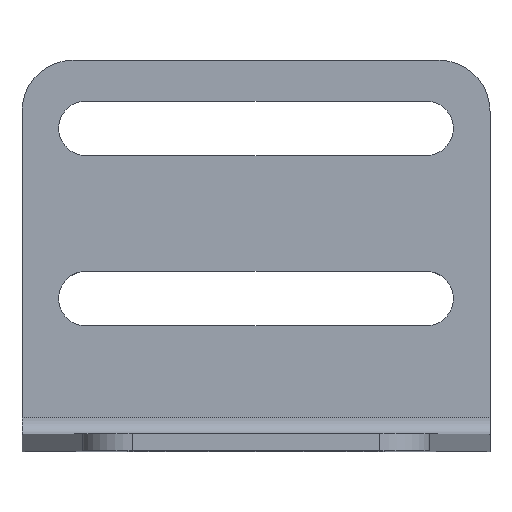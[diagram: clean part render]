
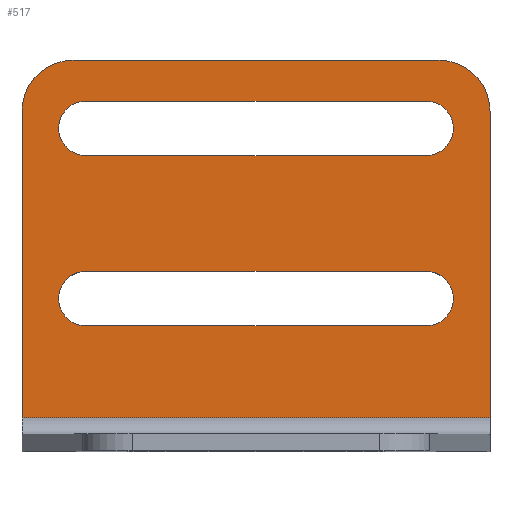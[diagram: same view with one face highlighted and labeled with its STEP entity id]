
A CAD part, top view. The second image highlights one B-rep face of the part: STEP entity #517.
In plain terms, the highlighted planar face has unit normal (0, 0, 1).
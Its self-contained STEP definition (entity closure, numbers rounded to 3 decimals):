
#47=CIRCLE('',#576,3.2);
#48=CIRCLE('',#577,3.2);
#49=CIRCLE('',#578,3.2);
#50=CIRCLE('',#579,3.2);
#51=CIRCLE('',#580,6.);
#52=CIRCLE('',#581,6.);
#119=ORIENTED_EDGE('',*,*,#245,.T.);
#120=ORIENTED_EDGE('',*,*,#246,.T.);
#121=ORIENTED_EDGE('',*,*,#247,.T.);
#122=ORIENTED_EDGE('',*,*,#248,.T.);
#123=ORIENTED_EDGE('',*,*,#249,.T.);
#124=ORIENTED_EDGE('',*,*,#250,.T.);
#125=ORIENTED_EDGE('',*,*,#251,.T.);
#126=ORIENTED_EDGE('',*,*,#252,.T.);
#127=ORIENTED_EDGE('',*,*,#231,.T.);
#128=ORIENTED_EDGE('',*,*,#253,.T.);
#129=ORIENTED_EDGE('',*,*,#254,.T.);
#130=ORIENTED_EDGE('',*,*,#228,.F.);
#131=ORIENTED_EDGE('',*,*,#255,.T.);
#132=ORIENTED_EDGE('',*,*,#256,.T.);
#228=EDGE_CURVE('',#287,#289,#336,.T.);
#231=EDGE_CURVE('',#294,#293,#339,.T.);
#245=EDGE_CURVE('',#305,#306,#47,.T.);
#246=EDGE_CURVE('',#306,#307,#347,.T.);
#247=EDGE_CURVE('',#307,#308,#48,.T.);
#248=EDGE_CURVE('',#308,#305,#348,.T.);
#249=EDGE_CURVE('',#309,#310,#49,.T.);
#250=EDGE_CURVE('',#310,#311,#349,.T.);
#251=EDGE_CURVE('',#311,#312,#50,.T.);
#252=EDGE_CURVE('',#312,#309,#350,.T.);
#253=EDGE_CURVE('',#293,#313,#51,.T.);
#254=EDGE_CURVE('',#313,#289,#351,.T.);
#255=EDGE_CURVE('',#287,#314,#352,.T.);
#256=EDGE_CURVE('',#314,#294,#52,.T.);
#287=VERTEX_POINT('',#803);
#289=VERTEX_POINT('',#809);
#293=VERTEX_POINT('',#822);
#294=VERTEX_POINT('',#824);
#305=VERTEX_POINT('',#851);
#306=VERTEX_POINT('',#852);
#307=VERTEX_POINT('',#854);
#308=VERTEX_POINT('',#856);
#309=VERTEX_POINT('',#859);
#310=VERTEX_POINT('',#860);
#311=VERTEX_POINT('',#862);
#312=VERTEX_POINT('',#864);
#313=VERTEX_POINT('',#867);
#314=VERTEX_POINT('',#870);
#336=LINE('',#816,#386);
#339=LINE('',#823,#389);
#347=LINE('',#853,#397);
#348=LINE('',#857,#398);
#349=LINE('',#861,#399);
#350=LINE('',#865,#400);
#351=LINE('',#868,#401);
#352=LINE('',#869,#402);
#386=VECTOR('',#661,1000.);
#389=VECTOR('',#666,1000.);
#397=VECTOR('',#692,1000.);
#398=VECTOR('',#695,1000.);
#399=VECTOR('',#698,1000.);
#400=VECTOR('',#701,1000.);
#401=VECTOR('',#704,1000.);
#402=VECTOR('',#705,1000.);
#432=EDGE_LOOP('',(#119,#120,#121,#122));
#433=EDGE_LOOP('',(#123,#124,#125,#126));
#434=EDGE_LOOP('',(#127,#128,#129,#130,#131,#132));
#468=FACE_BOUND('',#432,.T.);
#469=FACE_BOUND('',#433,.T.);
#470=FACE_BOUND('',#434,.T.);
#496=PLANE('',#575);
#517=ADVANCED_FACE('',(#468,#469,#470),#496,.T.);
#575=AXIS2_PLACEMENT_3D('',#849,#688,#689);
#576=AXIS2_PLACEMENT_3D('',#850,#690,#691);
#577=AXIS2_PLACEMENT_3D('',#855,#693,#694);
#578=AXIS2_PLACEMENT_3D('',#858,#696,#697);
#579=AXIS2_PLACEMENT_3D('',#863,#699,#700);
#580=AXIS2_PLACEMENT_3D('',#866,#702,#703);
#581=AXIS2_PLACEMENT_3D('',#871,#706,#707);
#661=DIRECTION('',(-1.,0.,0.));
#666=DIRECTION('',(-1.,0.,0.));
#688=DIRECTION('',(0.,0.,1.));
#689=DIRECTION('',(1.,0.,0.));
#690=DIRECTION('',(0.,0.,-1.));
#691=DIRECTION('',(-1.,0.,0.));
#692=DIRECTION('',(-1.,0.,0.));
#693=DIRECTION('',(0.,0.,-1.));
#694=DIRECTION('',(1.,0.,0.));
#695=DIRECTION('',(1.,0.,0.));
#696=DIRECTION('',(0.,0.,-1.));
#697=DIRECTION('',(1.,0.,0.));
#698=DIRECTION('',(1.,0.,0.));
#699=DIRECTION('',(0.,0.,-1.));
#700=DIRECTION('',(-1.,0.,0.));
#701=DIRECTION('',(-1.,0.,0.));
#702=DIRECTION('',(0.,0.,1.));
#703=DIRECTION('',(1.,0.,0.));
#704=DIRECTION('',(0.,-1.,0.));
#705=DIRECTION('',(0.,1.,0.));
#706=DIRECTION('',(0.,0.,1.));
#707=DIRECTION('',(1.,0.,0.));
#803=CARTESIAN_POINT('',(27.5,4.,2.));
#809=CARTESIAN_POINT('',(-27.5,4.,2.));
#816=CARTESIAN_POINT('',(25.,4.,2.));
#822=CARTESIAN_POINT('',(-21.5,46.,2.));
#823=CARTESIAN_POINT('',(25.,46.,2.));
#824=CARTESIAN_POINT('',(21.5,46.,2.));
#849=CARTESIAN_POINT('',(0.,0.,2.));
#850=CARTESIAN_POINT('',(20.,38.,2.));
#851=CARTESIAN_POINT('',(20.,41.2,2.));
#852=CARTESIAN_POINT('',(20.,34.8,2.));
#853=CARTESIAN_POINT('',(20.,34.8,2.));
#854=CARTESIAN_POINT('',(-20.,34.8,2.));
#855=CARTESIAN_POINT('',(-20.,38.,2.));
#856=CARTESIAN_POINT('',(-20.,41.2,2.));
#857=CARTESIAN_POINT('',(-20.,41.2,2.));
#858=CARTESIAN_POINT('',(-20.,18.,2.));
#859=CARTESIAN_POINT('',(-20.,14.8,2.));
#860=CARTESIAN_POINT('',(-20.,21.2,2.));
#861=CARTESIAN_POINT('',(-20.,21.2,2.));
#862=CARTESIAN_POINT('',(20.,21.2,2.));
#863=CARTESIAN_POINT('',(20.,18.,2.));
#864=CARTESIAN_POINT('',(20.,14.8,2.));
#865=CARTESIAN_POINT('',(20.,14.8,2.));
#866=CARTESIAN_POINT('',(-21.5,40.,2.));
#867=CARTESIAN_POINT('',(-27.5,40.,2.));
#868=CARTESIAN_POINT('',(-27.5,60.,2.));
#869=CARTESIAN_POINT('',(27.5,0.,2.));
#870=CARTESIAN_POINT('',(27.5,40.,2.));
#871=CARTESIAN_POINT('',(21.5,40.,2.));
